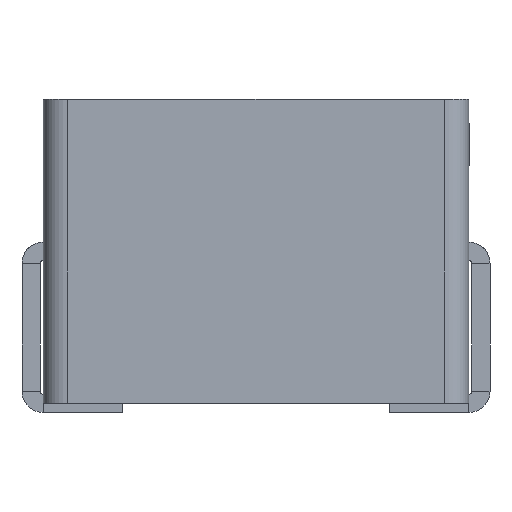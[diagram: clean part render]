
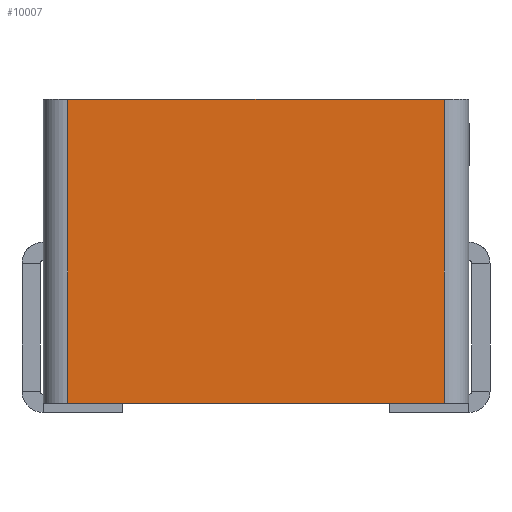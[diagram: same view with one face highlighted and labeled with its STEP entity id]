
A CAD part, front view. The second image highlights one B-rep face of the part: STEP entity #10007.
In plain terms, the highlighted planar face has unit normal (0, -1, 0).
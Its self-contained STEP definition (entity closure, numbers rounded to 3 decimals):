
#93 = FACE_OUTER_BOUND ( 'NONE', #24027, .T. ) ;
#248 = DIRECTION ( 'NONE',  ( 0., 0., 1. ) ) ;
#2658 = CARTESIAN_POINT ( 'NONE',  ( -3.1, -3.5, 0.1 ) ) ;
#3595 = DIRECTION ( 'NONE',  ( 0., 0., -1. ) ) ;
#4053 = VERTEX_POINT ( 'NONE', #10041 ) ;
#4695 = LINE ( 'NONE', #10176, #12913 ) ;
#8150 = VECTOR ( 'NONE', #17477, 1000. ) ;
#9478 = EDGE_CURVE ( 'NONE', #4053, #11993, #23315, .T. ) ;
#9557 = CARTESIAN_POINT ( 'NONE',  ( -3.5, -3.5, 5.1 ) ) ;
#10007 = ADVANCED_FACE ( 'NONE', ( #93 ), #25759, .F. ) ;
#10041 = CARTESIAN_POINT ( 'NONE',  ( -3.1, -3.5, 5.1 ) ) ;
#10176 = CARTESIAN_POINT ( 'NONE',  ( 3.1, -3.5, 5.1 ) ) ;
#11993 = VERTEX_POINT ( 'NONE', #22190 ) ;
#12147 = ORIENTED_EDGE ( 'NONE', *, *, #24423, .T. ) ;
#12913 = VECTOR ( 'NONE', #248, 1000. ) ;
#13382 = EDGE_CURVE ( 'NONE', #18273, #23174, #18289, .T. ) ;
#13805 = DIRECTION ( 'NONE',  ( 0., 1., 0. ) ) ;
#15374 = EDGE_CURVE ( 'NONE', #4053, #18273, #25218, .T. ) ;
#16235 = DIRECTION ( 'NONE',  ( 1., 0., 0. ) ) ;
#16427 = VECTOR ( 'NONE', #16235, 1000. ) ;
#17477 = DIRECTION ( 'NONE',  ( 1., 0., 0. ) ) ;
#17563 = DIRECTION ( 'NONE',  ( 0., 0., 1. ) ) ;
#18273 = VERTEX_POINT ( 'NONE', #2658 ) ;
#18289 = LINE ( 'NONE', #20364, #16427 ) ;
#18463 = CARTESIAN_POINT ( 'NONE',  ( 3.1, -3.5, 0.1 ) ) ;
#20100 = ORIENTED_EDGE ( 'NONE', *, *, #9478, .F. ) ;
#20364 = CARTESIAN_POINT ( 'NONE',  ( -3.5, -3.5, 0.1 ) ) ;
#20942 = ORIENTED_EDGE ( 'NONE', *, *, #15374, .T. ) ;
#21874 = AXIS2_PLACEMENT_3D ( 'NONE', #25629, #13805, #17563 ) ;
#22190 = CARTESIAN_POINT ( 'NONE',  ( 3.1, -3.5, 5.1 ) ) ;
#22380 = ORIENTED_EDGE ( 'NONE', *, *, #13382, .T. ) ;
#23174 = VERTEX_POINT ( 'NONE', #18463 ) ;
#23315 = LINE ( 'NONE', #9557, #8150 ) ;
#24027 = EDGE_LOOP ( 'NONE', ( #22380, #12147, #20100, #20942 ) ) ;
#24423 = EDGE_CURVE ( 'NONE', #23174, #11993, #4695, .T. ) ;
#25123 = VECTOR ( 'NONE', #3595, 1000. ) ;
#25218 = LINE ( 'NONE', #25464, #25123 ) ;
#25464 = CARTESIAN_POINT ( 'NONE',  ( -3.1, -3.5, 5.1 ) ) ;
#25629 = CARTESIAN_POINT ( 'NONE',  ( -3.5, -3.5, 5.1 ) ) ;
#25759 = PLANE ( 'NONE',  #21874 ) ;
